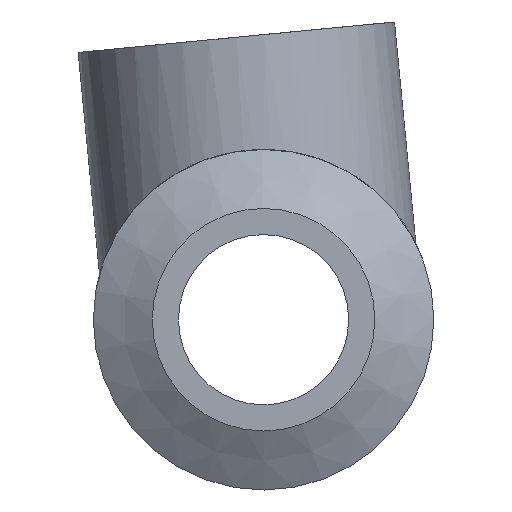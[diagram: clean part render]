
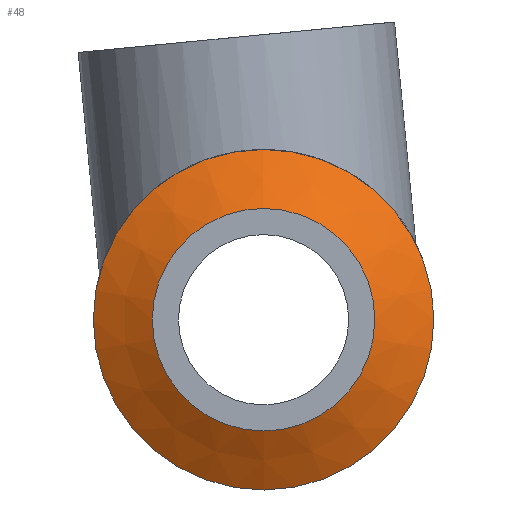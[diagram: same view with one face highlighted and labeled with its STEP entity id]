
A CAD part, left-side view. The second image highlights one B-rep face of the part: STEP entity #48.
In plain terms, the highlighted conical face has half-angle 60 degrees and reference radius 19.05 mm.
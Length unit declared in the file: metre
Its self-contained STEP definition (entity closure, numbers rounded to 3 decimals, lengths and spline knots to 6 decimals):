
#48 = ADVANCED_FACE( '', ( #98, #99 ), #100, .T. );
#98 = FACE_BOUND( '', #145, .T. );
#99 = FACE_OUTER_BOUND( '', #146, .T. );
#100 = CONICAL_SURFACE( '', #147, 0.01905, 1.047 );
#145 = EDGE_LOOP( '', ( #200 ) );
#146 = EDGE_LOOP( '', ( #201 ) );
#147 = AXIS2_PLACEMENT_3D( '', #202, #203, #204 );
#200 = ORIENTED_EDGE( '', *, *, #233, .F. );
#201 = ORIENTED_EDGE( '', *, *, #235, .F. );
#202 = CARTESIAN_POINT( '', ( -0.056515, -2.619982, 1.309289 ) );
#203 = DIRECTION( '', ( 1., 0., 0. ) );
#204 = DIRECTION( '', ( 0., 0.345, 0.939 ) );
#233 = EDGE_CURVE( '', #261, #261, #262, .F. );
#235 = EDGE_CURVE( '', #264, #264, #265, .T. );
#261 = VERTEX_POINT( '', #416 );
#262 = CIRCLE( '', #417, 0.012451 );
#264 = VERTEX_POINT( '', #419 );
#265 = CIRCLE( '', #420, 0.01905 );
#416 = CARTESIAN_POINT( '', ( -0.060325, -2.615692, 1.320978 ) );
#417 = AXIS2_PLACEMENT_3D( '', #444, #445, #446 );
#419 = CARTESIAN_POINT( '', ( -0.056515, -2.613418, 1.327173 ) );
#420 = AXIS2_PLACEMENT_3D( '', #447, #448, #449 );
#444 = CARTESIAN_POINT( '', ( -0.060325, -2.619982, 1.309289 ) );
#445 = DIRECTION( '', ( 1., 0., 0. ) );
#446 = DIRECTION( '', ( 0., 0.345, 0.939 ) );
#447 = CARTESIAN_POINT( '', ( -0.056515, -2.619982, 1.309289 ) );
#448 = DIRECTION( '', ( 1., 0., 0. ) );
#449 = DIRECTION( '', ( 0., 0.345, 0.939 ) );
